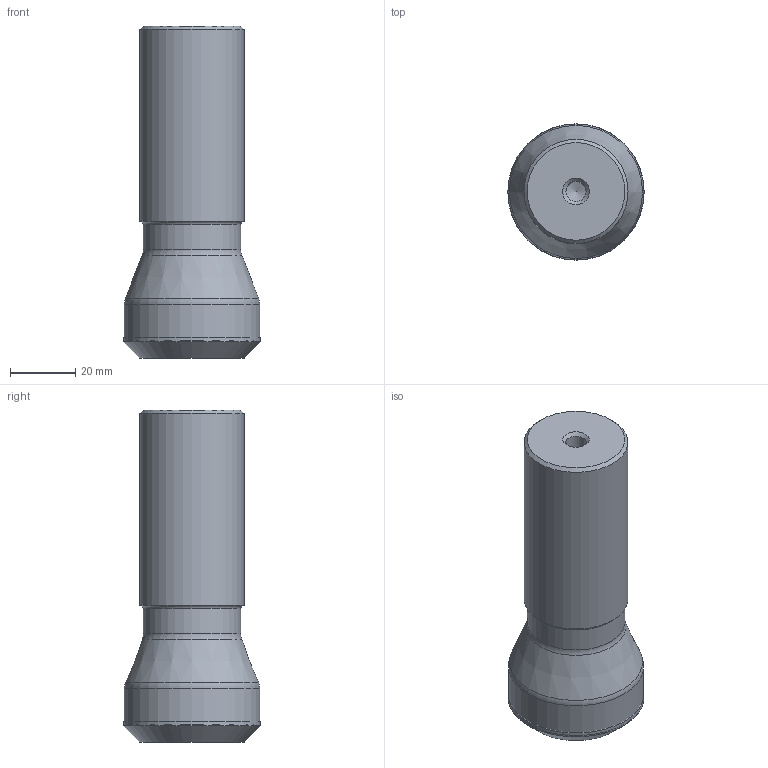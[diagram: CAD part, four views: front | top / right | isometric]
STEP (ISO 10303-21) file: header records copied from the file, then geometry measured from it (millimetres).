
FILE_DESCRIPTION(/* description */ (''),/* implementation_level */ '2;1');
FILE_NAME(/* name */ '32N4R042B32_SSE09_C_115009731ndi000_00_SIM.stp',/* time_stamp */ '2020-01-07T13:55:54+01:00',/* author */ (''),/* organization */ (''),/* preprocessor_version */ 'ST-DEVELOPER v16.7',/* originating_system */ 'SIEMENS PLM Software NX 12.0',/* authorisation */ '');
FILE_SCHEMA (('AUTOMOTIVE_DESIGN { 1 0 10303 214 3 1 1 1 }'));
Length unit declared in the file: millimetre
Products named in the file (1): wq7003709718qj8a
Bounding box: 41.89 x 41.89 x 102 mm (x, y, z)
Volume: 94490.7 mm3; surface area: 17716.8 mm2
Topology: 2 solids, 2 shells, 24 faces, 46 edges, 27 vertices
Faces by surface type: revolution 6, cone 6, plane 5, cylinder 4, torus 3
Full cylindrical faces by diameter (mm): 6.2 x1, 30 x1, 32 x1, 41.55 x1
Entity records: 557 total; most frequent: CARTESIAN_POINT 108, DIRECTION 90, FACE_BOUND 46, EDGE_LOOP 46, ORIENTED_EDGE 46, AXIS2_PLACEMENT_3D 42, ADVANCED_FACE 24, VERTEX_POINT 24
